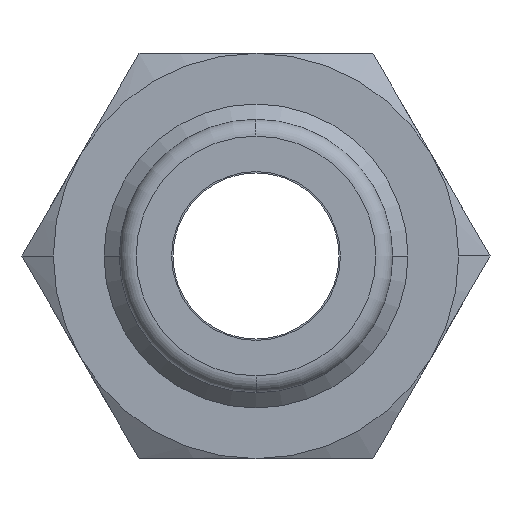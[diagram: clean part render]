
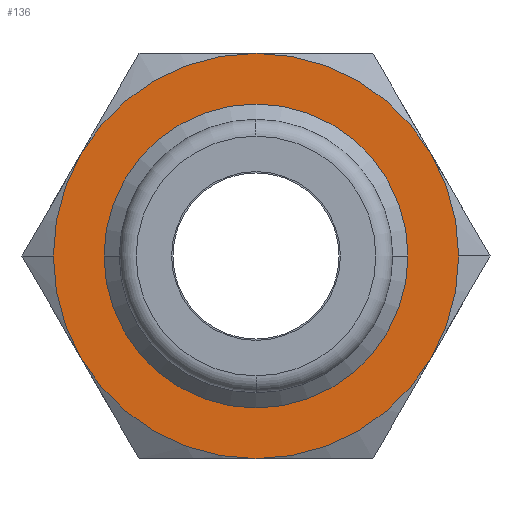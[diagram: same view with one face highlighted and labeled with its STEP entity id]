
A CAD part, front view. The second image highlights one B-rep face of the part: STEP entity #136.
In plain terms, the highlighted planar face has unit normal (0, -1, 0).
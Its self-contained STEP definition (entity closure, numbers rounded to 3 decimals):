
#136=ADVANCED_FACE('',(#284,#285),#286,.T.);
#284=FACE_OUTER_BOUND('',#439,.T.);
#285=FACE_BOUND('',#440,.T.);
#286=PLANE('',#441);
#439=EDGE_LOOP('',(#753,#754,#755,#756,#757,#758,#759,#760));
#440=EDGE_LOOP('',(#761,#762));
#441=AXIS2_PLACEMENT_3D('',#763,#764,#765);
#753=ORIENTED_EDGE('',*,*,#983,.F.);
#754=ORIENTED_EDGE('',*,*,#1014,.F.);
#755=ORIENTED_EDGE('',*,*,#1015,.F.);
#756=ORIENTED_EDGE('',*,*,#926,.F.);
#757=ORIENTED_EDGE('',*,*,#1016,.F.);
#758=ORIENTED_EDGE('',*,*,#1017,.F.);
#759=ORIENTED_EDGE('',*,*,#903,.F.);
#760=ORIENTED_EDGE('',*,*,#981,.F.);
#761=ORIENTED_EDGE('',*,*,#998,.F.);
#762=ORIENTED_EDGE('',*,*,#910,.F.);
#763=CARTESIAN_POINT('',(3.0,14.0,0.0));
#764=DIRECTION('',(-0.0,-1.0,-0.0));
#765=DIRECTION('',(-1.0,0.0,0.0));
#903=EDGE_CURVE('',#1066,#1063,#1068,.T.);
#910=EDGE_CURVE('',#1077,#1079,#1080,.T.);
#926=EDGE_CURVE('',#1105,#1107,#1108,.T.);
#981=EDGE_CURVE('',#1185,#1066,#1187,.T.);
#983=EDGE_CURVE('',#1085,#1185,#1189,.T.);
#998=EDGE_CURVE('',#1079,#1077,#1206,.T.);
#1014=EDGE_CURVE('',#1223,#1085,#1224,.T.);
#1015=EDGE_CURVE('',#1107,#1223,#1225,.T.);
#1016=EDGE_CURVE('',#1198,#1105,#1226,.T.);
#1017=EDGE_CURVE('',#1063,#1198,#1227,.T.);
#1063=VERTEX_POINT('',#1317);
#1066=VERTEX_POINT('',#1331);
#1068=CIRCLE('',#1344,6.0);
#1077=VERTEX_POINT('',#1375);
#1079=VERTEX_POINT('',#1378);
#1080=CIRCLE('',#1379,4.5);
#1085=VERTEX_POINT('',#1385);
#1105=VERTEX_POINT('',#1442);
#1107=VERTEX_POINT('',#1445);
#1108=CIRCLE('',#1446,6.0);
#1185=VERTEX_POINT('',#1608);
#1187=CIRCLE('',#1611,6.0);
#1189=CIRCLE('',#1613,6.0);
#1198=VERTEX_POINT('',#1633);
#1206=CIRCLE('',#1675,4.5);
#1223=VERTEX_POINT('',#1694);
#1224=CIRCLE('',#1695,6.0);
#1225=CIRCLE('',#1696,6.0);
#1226=CIRCLE('',#1697,6.0);
#1227=CIRCLE('',#1698,6.0);
#1317=CARTESIAN_POINT('',(0.0,14.0,-6.0));
#1331=CARTESIAN_POINT('',(5.196,14.0,-3.0));
#1344=AXIS2_PLACEMENT_3D('',#1772,#1773,#1774);
#1375=CARTESIAN_POINT('',(4.5,14.0,0.));
#1378=CARTESIAN_POINT('',(-4.5,14.0,0.));
#1379=AXIS2_PLACEMENT_3D('',#1779,#1780,#1781);
#1385=CARTESIAN_POINT('',(5.196,14.0,3.0));
#1442=CARTESIAN_POINT('',(-6.0,14.0,0.));
#1445=CARTESIAN_POINT('',(-5.196,14.0,3.0));
#1446=AXIS2_PLACEMENT_3D('',#1797,#1798,#1799);
#1608=CARTESIAN_POINT('',(6.0,14.0,0.));
#1611=AXIS2_PLACEMENT_3D('',#1865,#1866,#1867);
#1613=AXIS2_PLACEMENT_3D('',#1868,#1869,#1870);
#1633=CARTESIAN_POINT('',(-5.196,14.0,-3.0));
#1675=AXIS2_PLACEMENT_3D('',#1884,#1885,#1886);
#1694=CARTESIAN_POINT('',(0.,14.0,6.0));
#1695=AXIS2_PLACEMENT_3D('',#1913,#1914,#1915);
#1696=AXIS2_PLACEMENT_3D('',#1916,#1917,#1918);
#1697=AXIS2_PLACEMENT_3D('',#1919,#1920,#1921);
#1698=AXIS2_PLACEMENT_3D('',#1922,#1923,#1924);
#1772=CARTESIAN_POINT('',(0.0,14.0,0.0));
#1773=DIRECTION('',(-0.0,1.0,0.0));
#1774=DIRECTION('',(1.0,0.0,0.0));
#1779=CARTESIAN_POINT('',(0.0,14.0,0.0));
#1780=DIRECTION('',(0.0,-1.0,0.0));
#1781=DIRECTION('',(1.0,0.0,0.0));
#1797=CARTESIAN_POINT('',(0.0,14.0,0.0));
#1798=DIRECTION('',(-0.0,1.0,0.0));
#1799=DIRECTION('',(1.0,0.0,0.0));
#1865=CARTESIAN_POINT('',(0.0,14.0,0.0));
#1866=DIRECTION('',(-0.0,1.0,0.0));
#1867=DIRECTION('',(1.0,0.0,0.0));
#1868=CARTESIAN_POINT('',(0.0,14.0,0.0));
#1869=DIRECTION('',(-0.0,1.0,0.0));
#1870=DIRECTION('',(1.0,0.0,0.0));
#1884=CARTESIAN_POINT('',(0.0,14.0,0.0));
#1885=DIRECTION('',(0.0,-1.0,0.0));
#1886=DIRECTION('',(1.0,0.0,0.0));
#1913=CARTESIAN_POINT('',(0.0,14.0,0.0));
#1914=DIRECTION('',(-0.0,1.0,0.0));
#1915=DIRECTION('',(1.0,0.0,0.0));
#1916=CARTESIAN_POINT('',(0.0,14.0,0.0));
#1917=DIRECTION('',(-0.0,1.0,0.0));
#1918=DIRECTION('',(1.0,0.0,0.0));
#1919=CARTESIAN_POINT('',(0.0,14.0,0.0));
#1920=DIRECTION('',(-0.0,1.0,0.0));
#1921=DIRECTION('',(1.0,0.0,0.0));
#1922=CARTESIAN_POINT('',(0.0,14.0,0.0));
#1923=DIRECTION('',(-0.0,1.0,0.0));
#1924=DIRECTION('',(1.0,0.0,0.0));
